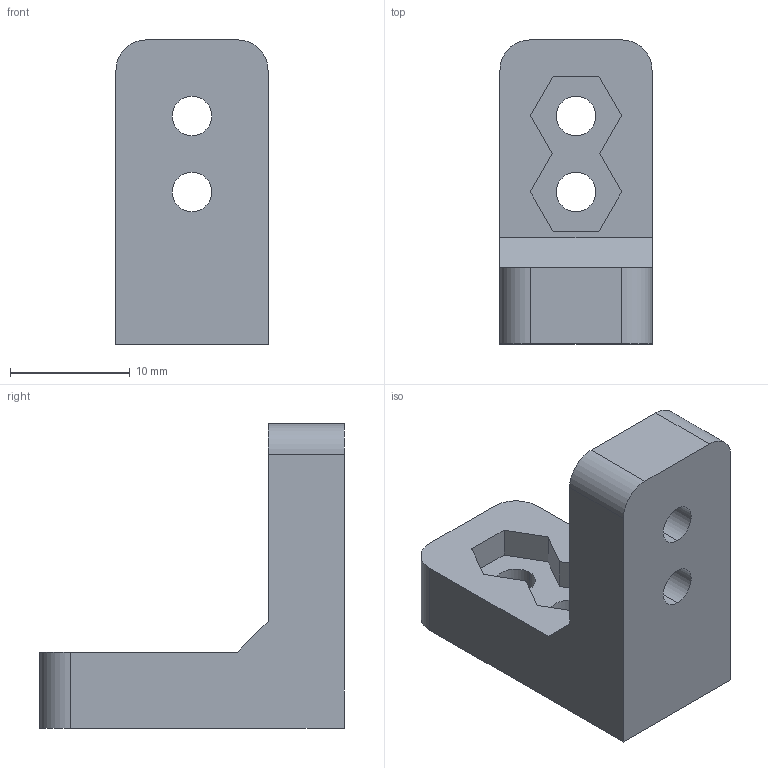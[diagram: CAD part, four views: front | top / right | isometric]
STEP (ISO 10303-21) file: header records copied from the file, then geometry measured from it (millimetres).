
FILE_DESCRIPTION (( 'STEP AP203' ), '1' );
FILE_NAME ('me433 bracket v1.STEP', '2024-05-28T00:11:51', ( '' ), ( '' ), 'SwSTEP 2.0', 'SolidWorks 2023', '' );
FILE_SCHEMA (( 'CONFIG_CONTROL_DESIGN' ));
Length unit declared in the file: inch
Products named in the file (1): me433 bracket v1
Bounding box: 12.7 x 25.4 x 25.4 mm (x, y, z)
Volume: 3081.2 mm3; surface area: 2083.9 mm2
Topology: 1 solids, 1 shells, 43 faces, 117 edges, 78 vertices
Faces by surface type: plane 31, cylinder 12
Entity records: 1450 total; most frequent: CARTESIAN_POINT 239, ORIENTED_EDGE 234, DIRECTION 229, EDGE_CURVE 117, LINE 93, VECTOR 93, VERTEX_POINT 78, AXIS2_PLACEMENT_3D 68
